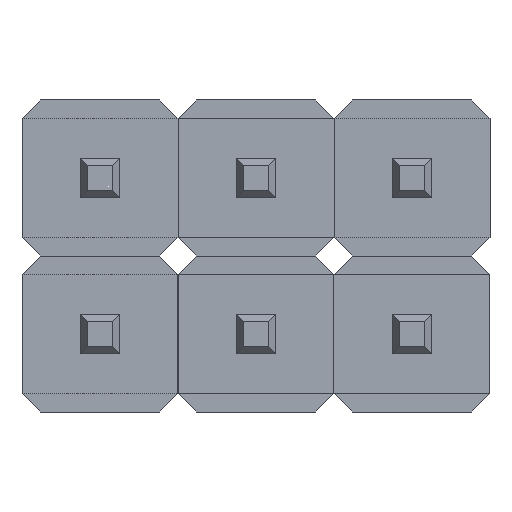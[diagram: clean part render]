
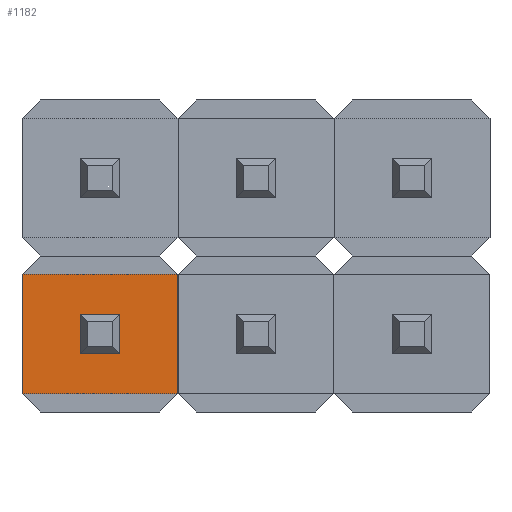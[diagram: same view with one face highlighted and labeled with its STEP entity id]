
A CAD part, front view. The second image highlights one B-rep face of the part: STEP entity #1182.
In plain terms, the highlighted planar face has unit normal (0, -1, 0).
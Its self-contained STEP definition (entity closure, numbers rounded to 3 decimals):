
#73 = LINE ( 'NONE', #437, #433 ) ;
#95 = ORIENTED_EDGE ( 'NONE', *, *, #691, .T. ) ;
#102 = LINE ( 'NONE', #107, #464 ) ;
#106 = ORIENTED_EDGE ( 'NONE', *, *, #427, .T. ) ;
#107 = CARTESIAN_POINT ( 'NONE',  ( 1.271, 0.34, -0.97 ) ) ;
#144 = VERTEX_POINT ( 'NONE', #1036 ) ;
#147 = VECTOR ( 'NONE', #1059, 1000. ) ;
#167 = ORIENTED_EDGE ( 'NONE', *, *, #1079, .T. ) ;
#192 = VERTEX_POINT ( 'NONE', #329 ) ;
#209 = LINE ( 'NONE', #575, #904 ) ;
#220 = ORIENTED_EDGE ( 'NONE', *, *, #685, .T. ) ;
#233 = LINE ( 'NONE', #1147, #147 ) ;
#242 = VECTOR ( 'NONE', #1097, 1000. ) ;
#299 = LINE ( 'NONE', #670, #797 ) ;
#304 = CARTESIAN_POINT ( 'NONE',  ( -0.32, 0.34, -0.32 ) ) ;
#323 = VERTEX_POINT ( 'NONE', #960 ) ;
#329 = CARTESIAN_POINT ( 'NONE',  ( -1.27, 0.34, 0.97 ) ) ;
#361 = VERTEX_POINT ( 'NONE', #762 ) ;
#391 = DIRECTION ( 'NONE',  ( 0., 0., -1. ) ) ;
#427 = EDGE_CURVE ( 'NONE', #454, #361, #233, .T. ) ;
#429 = EDGE_CURVE ( 'NONE', #361, #1177, #73, .T. ) ;
#433 = VECTOR ( 'NONE', #441, 1000. ) ;
#437 = CARTESIAN_POINT ( 'NONE',  ( -0.32, 0.34, 0.32 ) ) ;
#441 = DIRECTION ( 'NONE',  ( 1., 0., 0. ) ) ;
#454 = VERTEX_POINT ( 'NONE', #996 ) ;
#461 = LINE ( 'NONE', #830, #527 ) ;
#464 = VECTOR ( 'NONE', #660, 1000. ) ;
#482 = DIRECTION ( 'NONE',  ( 0., 0., -1. ) ) ;
#518 = CARTESIAN_POINT ( 'NONE',  ( 1.271, 0.34, 0.97 ) ) ;
#527 = VECTOR ( 'NONE', #731, 1000. ) ;
#570 = CARTESIAN_POINT ( 'NONE',  ( 1.271, 0.34, 0.97 ) ) ;
#575 = CARTESIAN_POINT ( 'NONE',  ( -1.27, 0.34, -1.27 ) ) ;
#613 = EDGE_CURVE ( 'NONE', #144, #454, #684, .T. ) ;
#656 = DIRECTION ( 'NONE',  ( 0., -1., 0. ) ) ;
#660 = DIRECTION ( 'NONE',  ( 1., 0., 0. ) ) ;
#670 = CARTESIAN_POINT ( 'NONE',  ( 0.32, 0.34, -0.32 ) ) ;
#678 = DIRECTION ( 'NONE',  ( -1., 0., 0. ) ) ;
#684 = LINE ( 'NONE', #304, #1014 ) ;
#685 = EDGE_CURVE ( 'NONE', #1177, #144, #299, .T. ) ;
#691 = EDGE_CURVE ( 'NONE', #192, #831, #209, .T. ) ;
#722 = ORIENTED_EDGE ( 'NONE', *, *, #804, .T. ) ;
#731 = DIRECTION ( 'NONE',  ( 0., 0., 1. ) ) ;
#741 = EDGE_LOOP ( 'NONE', ( #722, #167, #825, #95 ) ) ;
#746 = LINE ( 'NONE', #518, #242 ) ;
#753 = FACE_BOUND ( 'NONE', #848, .T. ) ;
#762 = CARTESIAN_POINT ( 'NONE',  ( -0.32, 0.34, 0.32 ) ) ;
#768 = PLANE ( 'NONE',  #990 ) ;
#772 = EDGE_CURVE ( 'NONE', #323, #192, #746, .T. ) ;
#797 = VECTOR ( 'NONE', #1047, 1000. ) ;
#804 = EDGE_CURVE ( 'NONE', #831, #1116, #102, .T. ) ;
#825 = ORIENTED_EDGE ( 'NONE', *, *, #772, .T. ) ;
#830 = CARTESIAN_POINT ( 'NONE',  ( 1.27, 0.34, -1.27 ) ) ;
#831 = VERTEX_POINT ( 'NONE', #1189 ) ;
#848 = EDGE_LOOP ( 'NONE', ( #929, #106, #1074, #220 ) ) ;
#854 = FACE_OUTER_BOUND ( 'NONE', #741, .T. ) ;
#871 = CARTESIAN_POINT ( 'NONE',  ( 0.32, 0.34, 0.32 ) ) ;
#879 = CARTESIAN_POINT ( 'NONE',  ( 1.27, 0.34, -0.97 ) ) ;
#904 = VECTOR ( 'NONE', #482, 1000. ) ;
#929 = ORIENTED_EDGE ( 'NONE', *, *, #613, .T. ) ;
#960 = CARTESIAN_POINT ( 'NONE',  ( 1.27, 0.34, 0.97 ) ) ;
#990 = AXIS2_PLACEMENT_3D ( 'NONE', #570, #656, #391 ) ;
#996 = CARTESIAN_POINT ( 'NONE',  ( -0.32, 0.34, -0.32 ) ) ;
#1014 = VECTOR ( 'NONE', #678, 1000. ) ;
#1036 = CARTESIAN_POINT ( 'NONE',  ( 0.32, 0.34, -0.32 ) ) ;
#1047 = DIRECTION ( 'NONE',  ( 0., 0., -1. ) ) ;
#1059 = DIRECTION ( 'NONE',  ( 0., 0., 1. ) ) ;
#1074 = ORIENTED_EDGE ( 'NONE', *, *, #429, .T. ) ;
#1079 = EDGE_CURVE ( 'NONE', #1116, #323, #461, .T. ) ;
#1097 = DIRECTION ( 'NONE',  ( -1., 0., 0. ) ) ;
#1116 = VERTEX_POINT ( 'NONE', #879 ) ;
#1147 = CARTESIAN_POINT ( 'NONE',  ( -0.32, 0.34, 0.97 ) ) ;
#1177 = VERTEX_POINT ( 'NONE', #871 ) ;
#1182 = ADVANCED_FACE ( 'NONE', ( #854, #753 ), #768, .T. ) ;
#1189 = CARTESIAN_POINT ( 'NONE',  ( -1.27, 0.34, -0.97 ) ) ;
